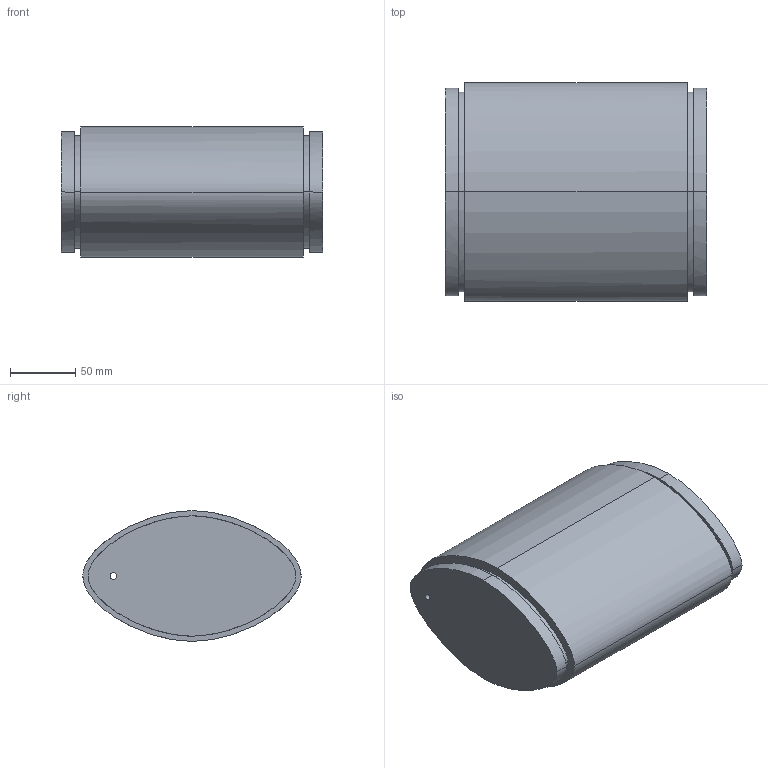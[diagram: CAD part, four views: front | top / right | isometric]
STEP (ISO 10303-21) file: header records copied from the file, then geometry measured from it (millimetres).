
FILE_DESCRIPTION (( 'STEP AP203' ), '1' );
FILE_NAME ('segment1.STEP', '2023-07-12T00:45:30', ( '' ), ( '' ), 'SwSTEP 2.0', 'SolidWorks 2022', '' );
FILE_SCHEMA (( 'CONFIG_CONTROL_DESIGN' ));
Length unit declared in the file: millimetre
Products named in the file (2): segment1; Module_no_pump_final
Assembly tree (1 placements, depth 2):
  segment1
    Module_no_pump_final
Bounding box: 200 x 166.67 x 100 mm (x, y, z)
Volume: 1929780.6 mm3; surface area: 374910.9 mm2
Topology: 1 solids, 3 shells, 239 faces, 675 edges, 450 vertices
Faces by surface type: plane 125, bspline 68, cylinder 46
Entity records: 16337 total; most frequent: CARTESIAN_POINT 10756, ORIENTED_EDGE 1350, DIRECTION 781, EDGE_CURVE 675, VERTEX_POINT 450, LINE 415, VECTOR 415, EDGE_LOOP 249
